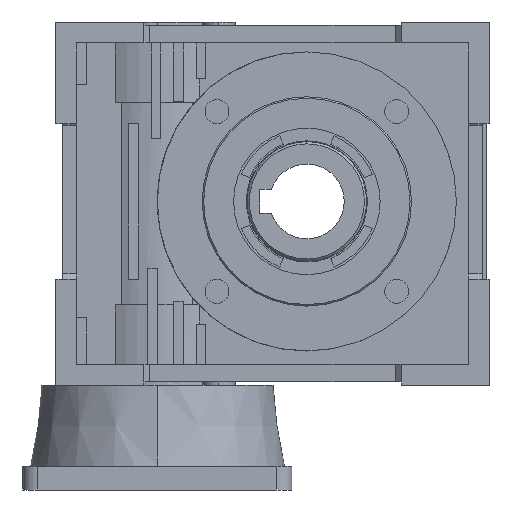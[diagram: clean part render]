
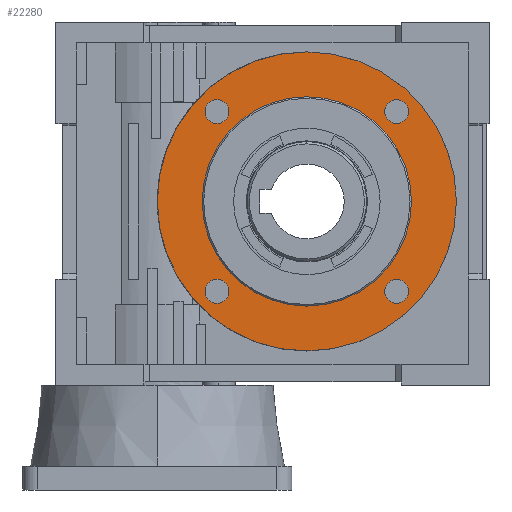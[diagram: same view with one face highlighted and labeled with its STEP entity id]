
A CAD part, left-side view. The second image highlights one B-rep face of the part: STEP entity #22280.
In plain terms, the highlighted planar face has unit normal (-1, 0, 0).
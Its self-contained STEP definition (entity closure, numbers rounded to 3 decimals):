
#79 = ORIENTED_EDGE ( 'NONE', *, *, #4682, .T. ) ;
#230 = FACE_BOUND ( 'NONE', #2178, .T. ) ;
#265 = EDGE_CURVE ( 'NONE', #17613, #20531, #18816, .T. ) ;
#444 = DIRECTION ( 'NONE',  ( 0., 0., 1. ) ) ;
#498 = EDGE_CURVE ( 'NONE', #22298, #18637, #17450, .T. ) ;
#709 = DIRECTION ( 'NONE',  ( -1., 0., 0. ) ) ;
#1425 = CIRCLE ( 'NONE', #6030, 35. ) ;
#1531 = AXIS2_PLACEMENT_3D ( 'NONE', #18628, #20128, #11528 ) ;
#1656 = DIRECTION ( 'NONE',  ( 0., -1., 0. ) ) ;
#1917 = CIRCLE ( 'NONE', #17722, 50.01 ) ;
#2062 = DIRECTION ( 'NONE',  ( 0., 0., -1. ) ) ;
#2178 = EDGE_LOOP ( 'NONE', ( #8177, #10571 ) ) ;
#2229 = EDGE_CURVE ( 'NONE', #14259, #8451, #10672, .T. ) ;
#2387 = DIRECTION ( 'NONE',  ( 0., 0., 1. ) ) ;
#2451 = CARTESIAN_POINT ( 'NONE',  ( -43.5, 30.052, -30.052 ) ) ;
#2498 = EDGE_CURVE ( 'NONE', #20531, #17613, #4218, .T. ) ;
#2630 = AXIS2_PLACEMENT_3D ( 'NONE', #17140, #13739, #20785 ) ;
#2662 = AXIS2_PLACEMENT_3D ( 'NONE', #4314, #14472, #15995 ) ;
#2998 = AXIS2_PLACEMENT_3D ( 'NONE', #13876, #12067, #3666 ) ;
#3218 = DIRECTION ( 'NONE',  ( 0., 0., -1. ) ) ;
#3228 = ORIENTED_EDGE ( 'NONE', *, *, #19273, .F. ) ;
#3336 = ORIENTED_EDGE ( 'NONE', *, *, #11806, .T. ) ;
#3401 = AXIS2_PLACEMENT_3D ( 'NONE', #8090, #20162, #13238 ) ;
#3666 = DIRECTION ( 'NONE',  ( 0., 1., 0. ) ) ;
#3939 = VERTEX_POINT ( 'NONE', #8350 ) ;
#4218 = CIRCLE ( 'NONE', #7650, 4. ) ;
#4242 = DIRECTION ( 'NONE',  ( 1., 0., 0. ) ) ;
#4314 = CARTESIAN_POINT ( 'NONE',  ( -43.5, 0., 0. ) ) ;
#4460 = EDGE_CURVE ( 'NONE', #10718, #18322, #1425, .T. ) ;
#4660 = AXIS2_PLACEMENT_3D ( 'NONE', #20647, #13756, #1656 ) ;
#4682 = EDGE_CURVE ( 'NONE', #8451, #14259, #15895, .T. ) ;
#4706 = DIRECTION ( 'NONE',  ( -1., 0., 0. ) ) ;
#5163 = CARTESIAN_POINT ( 'NONE',  ( -43.5, 30.052, 30.052 ) ) ;
#5609 = CIRCLE ( 'NONE', #19320, 4. ) ;
#5902 = VERTEX_POINT ( 'NONE', #8747 ) ;
#6030 = AXIS2_PLACEMENT_3D ( 'NONE', #19626, #709, #2387 ) ;
#6076 = ORIENTED_EDGE ( 'NONE', *, *, #20081, .T. ) ;
#7115 = ORIENTED_EDGE ( 'NONE', *, *, #2498, .T. ) ;
#7152 = ORIENTED_EDGE ( 'NONE', *, *, #14634, .F. ) ;
#7283 = CARTESIAN_POINT ( 'NONE',  ( -43.5, 30.052, 30.052 ) ) ;
#7650 = AXIS2_PLACEMENT_3D ( 'NONE', #7283, #20822, #2062 ) ;
#8090 = CARTESIAN_POINT ( 'NONE',  ( -43.5, 0., 0. ) ) ;
#8142 = CARTESIAN_POINT ( 'NONE',  ( -43.5, -30.052, -26.052 ) ) ;
#8177 = ORIENTED_EDGE ( 'NONE', *, *, #4460, .F. ) ;
#8350 = CARTESIAN_POINT ( 'NONE',  ( -43.5, 0., -50.01 ) ) ;
#8451 = VERTEX_POINT ( 'NONE', #9330 ) ;
#8697 = CARTESIAN_POINT ( 'NONE',  ( -43.5, -30.052, 34.052 ) ) ;
#8747 = CARTESIAN_POINT ( 'NONE',  ( -43.5, -30.052, 26.052 ) ) ;
#8860 = ORIENTED_EDGE ( 'NONE', *, *, #2229, .T. ) ;
#9181 = PLANE ( 'NONE',  #9663 ) ;
#9225 = CARTESIAN_POINT ( 'NONE',  ( -43.5, 0., -35. ) ) ;
#9330 = CARTESIAN_POINT ( 'NONE',  ( -43.5, 30.052, -34.052 ) ) ;
#9391 = EDGE_LOOP ( 'NONE', ( #11716, #6076 ) ) ;
#9663 = AXIS2_PLACEMENT_3D ( 'NONE', #14943, #4706, #16663 ) ;
#9857 = ORIENTED_EDGE ( 'NONE', *, *, #265, .T. ) ;
#9937 = EDGE_LOOP ( 'NONE', ( #9857, #7115 ) ) ;
#9981 = CARTESIAN_POINT ( 'NONE',  ( -43.5, 30.052, 34.052 ) ) ;
#10571 = ORIENTED_EDGE ( 'NONE', *, *, #18372, .F. ) ;
#10672 = CIRCLE ( 'NONE', #4660, 4. ) ;
#10718 = VERTEX_POINT ( 'NONE', #9225 ) ;
#10746 = CIRCLE ( 'NONE', #3401, 50.01 ) ;
#11031 = CIRCLE ( 'NONE', #2630, 4. ) ;
#11175 = CARTESIAN_POINT ( 'NONE',  ( -43.5, 30.052, -26.052 ) ) ;
#11422 = VERTEX_POINT ( 'NONE', #8697 ) ;
#11528 = DIRECTION ( 'NONE',  ( 0., 0., 1. ) ) ;
#11611 = EDGE_LOOP ( 'NONE', ( #18943, #3336 ) ) ;
#11708 = EDGE_LOOP ( 'NONE', ( #8860, #79 ) ) ;
#11716 = ORIENTED_EDGE ( 'NONE', *, *, #15737, .T. ) ;
#11723 = AXIS2_PLACEMENT_3D ( 'NONE', #2451, #4242, #14576 ) ;
#11806 = EDGE_CURVE ( 'NONE', #18637, #22298, #5609, .T. ) ;
#12067 = DIRECTION ( 'NONE',  ( 1., 0., 0. ) ) ;
#12356 = DIRECTION ( 'NONE',  ( 1., 0., 0. ) ) ;
#12533 = FACE_BOUND ( 'NONE', #9391, .T. ) ;
#13238 = DIRECTION ( 'NONE',  ( 0., 0., -1. ) ) ;
#13377 = FACE_OUTER_BOUND ( 'NONE', #17363, .T. ) ;
#13420 = CARTESIAN_POINT ( 'NONE',  ( -43.5, 0., 0. ) ) ;
#13739 = DIRECTION ( 'NONE',  ( 1., 0., 0. ) ) ;
#13756 = DIRECTION ( 'NONE',  ( 1., 0., 0. ) ) ;
#13876 = CARTESIAN_POINT ( 'NONE',  ( -43.5, -30.052, 30.052 ) ) ;
#14259 = VERTEX_POINT ( 'NONE', #11175 ) ;
#14472 = DIRECTION ( 'NONE',  ( -1., 0., 0. ) ) ;
#14576 = DIRECTION ( 'NONE',  ( 0., -1., 0. ) ) ;
#14634 = EDGE_CURVE ( 'NONE', #3939, #16456, #10746, .T. ) ;
#14943 = CARTESIAN_POINT ( 'NONE',  ( -43.5, 0., 0. ) ) ;
#15080 = DIRECTION ( 'NONE',  ( 1., 0., 0. ) ) ;
#15606 = CARTESIAN_POINT ( 'NONE',  ( -43.5, 0., 35. ) ) ;
#15614 = DIRECTION ( 'NONE',  ( 0., 0., -1. ) ) ;
#15737 = EDGE_CURVE ( 'NONE', #11422, #5902, #16991, .T. ) ;
#15895 = CIRCLE ( 'NONE', #11723, 4. ) ;
#15995 = DIRECTION ( 'NONE',  ( 0., 0., 1. ) ) ;
#16304 = CARTESIAN_POINT ( 'NONE',  ( -43.5, 0., 50.01 ) ) ;
#16456 = VERTEX_POINT ( 'NONE', #16304 ) ;
#16663 = DIRECTION ( 'NONE',  ( 0., 0., -1. ) ) ;
#16696 = CARTESIAN_POINT ( 'NONE',  ( -43.5, -30.052, -30.052 ) ) ;
#16991 = CIRCLE ( 'NONE', #2998, 4. ) ;
#17118 = DIRECTION ( 'NONE',  ( 1., 0., 0. ) ) ;
#17134 = FACE_BOUND ( 'NONE', #11611, .T. ) ;
#17140 = CARTESIAN_POINT ( 'NONE',  ( -43.5, -30.052, 30.052 ) ) ;
#17286 = CARTESIAN_POINT ( 'NONE',  ( -43.5, -30.052, -34.052 ) ) ;
#17363 = EDGE_LOOP ( 'NONE', ( #7152, #3228 ) ) ;
#17450 = CIRCLE ( 'NONE', #1531, 4. ) ;
#17613 = VERTEX_POINT ( 'NONE', #9981 ) ;
#17722 = AXIS2_PLACEMENT_3D ( 'NONE', #13420, #15080, #15614 ) ;
#18322 = VERTEX_POINT ( 'NONE', #15606 ) ;
#18372 = EDGE_CURVE ( 'NONE', #18322, #10718, #19453, .T. ) ;
#18628 = CARTESIAN_POINT ( 'NONE',  ( -43.5, -30.052, -30.052 ) ) ;
#18637 = VERTEX_POINT ( 'NONE', #17286 ) ;
#18779 = FACE_BOUND ( 'NONE', #11708, .T. ) ;
#18816 = CIRCLE ( 'NONE', #19628, 4. ) ;
#18943 = ORIENTED_EDGE ( 'NONE', *, *, #498, .T. ) ;
#19273 = EDGE_CURVE ( 'NONE', #16456, #3939, #1917, .T. ) ;
#19320 = AXIS2_PLACEMENT_3D ( 'NONE', #16696, #12356, #444 ) ;
#19453 = CIRCLE ( 'NONE', #2662, 35. ) ;
#19626 = CARTESIAN_POINT ( 'NONE',  ( -43.5, 0., 0. ) ) ;
#19628 = AXIS2_PLACEMENT_3D ( 'NONE', #5163, #17118, #3218 ) ;
#19740 = CARTESIAN_POINT ( 'NONE',  ( -43.5, 30.052, 26.052 ) ) ;
#20081 = EDGE_CURVE ( 'NONE', #5902, #11422, #11031, .T. ) ;
#20128 = DIRECTION ( 'NONE',  ( 1., 0., 0. ) ) ;
#20162 = DIRECTION ( 'NONE',  ( 1., 0., 0. ) ) ;
#20531 = VERTEX_POINT ( 'NONE', #19740 ) ;
#20647 = CARTESIAN_POINT ( 'NONE',  ( -43.5, 30.052, -30.052 ) ) ;
#20785 = DIRECTION ( 'NONE',  ( 0., 1., 0. ) ) ;
#20822 = DIRECTION ( 'NONE',  ( 1., 0., 0. ) ) ;
#21800 = FACE_BOUND ( 'NONE', #9937, .T. ) ;
#22280 = ADVANCED_FACE ( 'NONE', ( #230, #17134, #21800, #13377, #18779, #12533 ), #9181, .T. ) ;
#22298 = VERTEX_POINT ( 'NONE', #8142 ) ;
